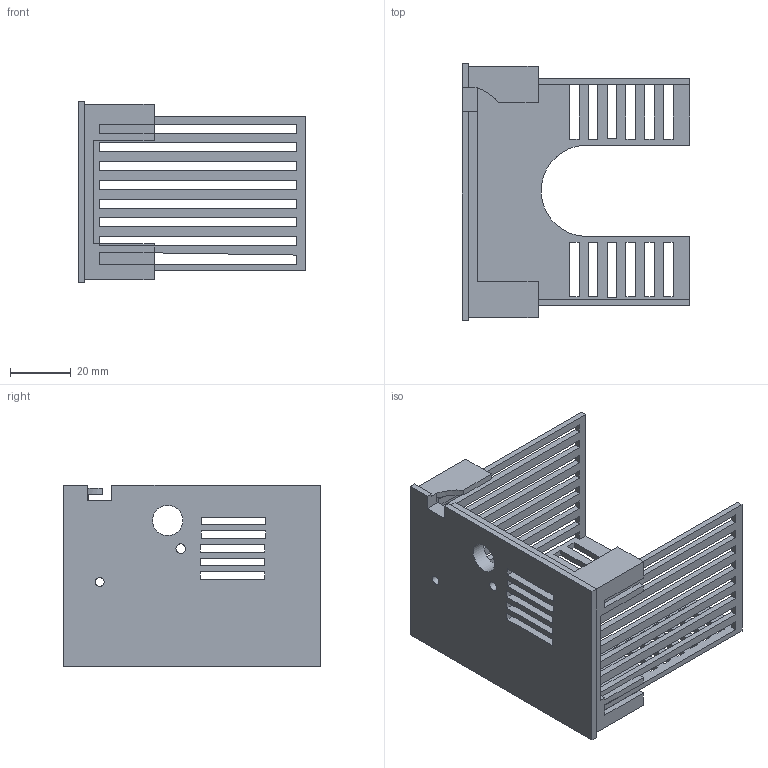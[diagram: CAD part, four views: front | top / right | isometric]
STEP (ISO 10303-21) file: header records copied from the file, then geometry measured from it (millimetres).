
FILE_DESCRIPTION(('FreeCAD Model'),'2;1');
FILE_NAME('tapa-posterior-sensores.step','2020-10-03T12:20:00',('Author'),(''), 'Open CASCADE STEP processor 7.3','FreeCAD','Unknown');
FILE_SCHEMA(('AUTOMOTIVE_DESIGN { 1 0 10303 214 1 1 1 1 }'));
Length unit declared in the file: millimetre
Products named in the file (1): tapa-posterior-sensores-e
Bounding box: 75 x 84.9 x 60 mm (x, y, z)
Volume: 39437.1 mm3; surface area: 35404.5 mm2
Topology: 1 solids, 1 shells, 193 faces, 576 edges, 384 vertices
Faces by surface type: plane 188, cylinder 5
Full cylindrical faces by diameter (mm): 3 x1, 3.2 x1, 10 x1
Entity records: 13678 total; most frequent: CARTESIAN_POINT 2705, DIRECTION 1763, LINE 1349, VECTOR 1349, ORIENTED_EDGE 1152, PCURVE 1152, DEFINITIONAL_REPRESENTATION 1152, EDGE_CURVE 576
